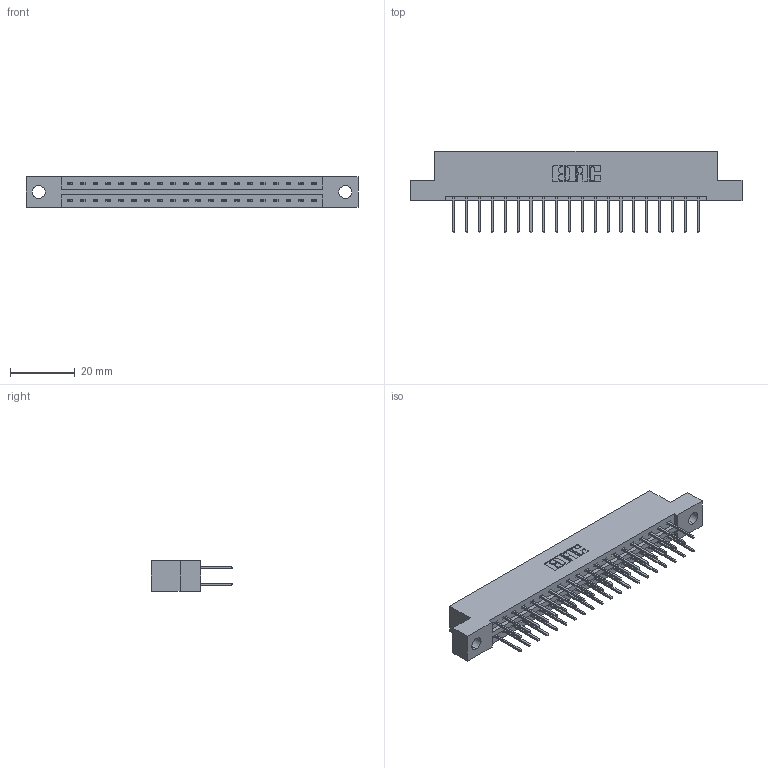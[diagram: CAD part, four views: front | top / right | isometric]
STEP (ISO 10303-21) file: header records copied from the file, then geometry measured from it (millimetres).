
FILE_DESCRIPTION (( 'STEP AP203' ), '1' );
FILE_NAME ('337-040-523-204.STEP', '2018-08-08T09:47:22', ( '' ), ( '' ), 'SwSTEP 2.0', 'SolidWorks 2016', '' );
FILE_SCHEMA (( 'CONFIG_CONTROL_DESIGN' ));
Length unit declared in the file: inch
Products named in the file (3): 345-292-001_345-293-123; 337-040-523-204; 337 Part_Flush Mounting Lugs - 0.156 Dia-TH
Assembly tree (41 placements, depth 2):
  337-040-523-204
    337 Part_Flush Mounting Lugs - 0.156 Dia-TH
    345-292-001_345-293-123  x40
Bounding box: 102.26 x 25.15 x 9.4 mm (x, y, z)
Volume: 10478.3 mm3; surface area: 11819.1 mm2
Topology: 41 solids, 41 shells, 2274 faces, 6751 edges, 4446 vertices
Faces by surface type: plane 1590, cylinder 684
Entity records: 18373 total; most frequent: CARTESIAN_POINT 3114, ORIENTED_EDGE 3050, DIRECTION 2689, EDGE_CURVE 1525, LINE 1397, VECTOR 1397, VERTEX_POINT 1014, AXIS2_PLACEMENT_3D 646
